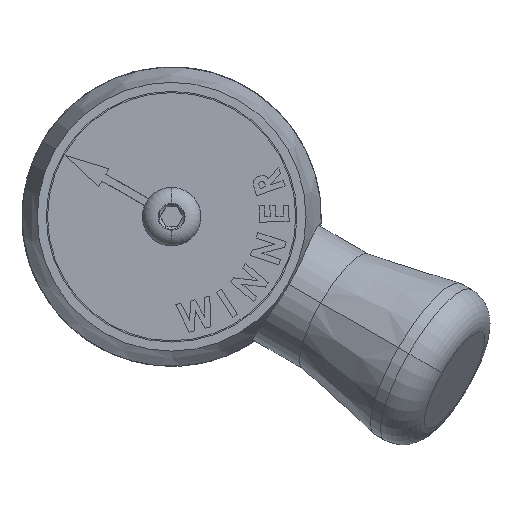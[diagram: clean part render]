
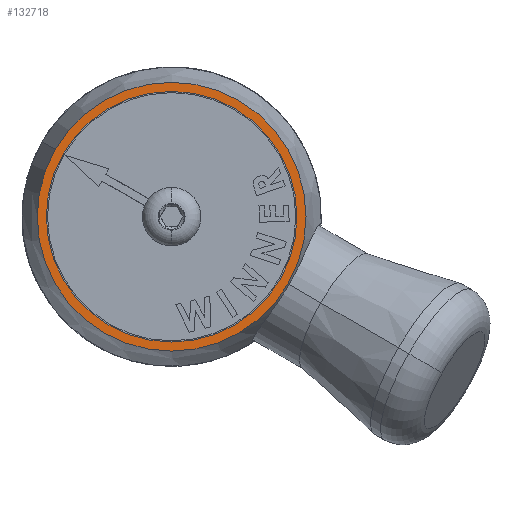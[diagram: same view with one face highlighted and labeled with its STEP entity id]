
A CAD part, left-side view. The second image highlights one B-rep face of the part: STEP entity #132718.
In plain terms, the highlighted planar face has unit normal (-1, 0, 0).
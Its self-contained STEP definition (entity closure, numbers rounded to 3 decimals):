
#1427 = CARTESIAN_POINT ( 'NONE',  ( -45.163, 13.727, 7.925 ) ) ;
#3255 = DIRECTION ( 'NONE',  ( 0., 0.866, 0.5 ) ) ;
#7177 = ORIENTED_EDGE ( 'NONE', *, *, #65377, .T. ) ;
#7321 = EDGE_LOOP ( 'NONE', ( #27894, #34615 ) ) ;
#8601 = DIRECTION ( 'NONE',  ( 0., 0.866, 0.5 ) ) ;
#11940 = FACE_BOUND ( 'NONE', #107917, .T. ) ;
#12437 = DIRECTION ( 'NONE',  ( 0., 0.866, 0.5 ) ) ;
#17601 = DIRECTION ( 'NONE',  ( 1., 0., 0. ) ) ;
#27894 = ORIENTED_EDGE ( 'NONE', *, *, #143773, .F. ) ;
#28624 = DIRECTION ( 'NONE',  ( 0., 0.866, 0.5 ) ) ;
#31411 = AXIS2_PLACEMENT_3D ( 'NONE', #66659, #43627, #8601 ) ;
#34615 = ORIENTED_EDGE ( 'NONE', *, *, #86487, .F. ) ;
#35167 = DIRECTION ( 'NONE',  ( 1., 0., 0. ) ) ;
#43627 = DIRECTION ( 'NONE',  ( 1., 0., 0. ) ) ;
#45694 = CARTESIAN_POINT ( 'NONE',  ( -45.163, -13.727, -7.925 ) ) ;
#53564 = VERTEX_POINT ( 'NONE', #92462 ) ;
#65377 = EDGE_CURVE ( 'NONE', #148528, #101915, #134010, .T. ) ;
#66659 = CARTESIAN_POINT ( 'NONE',  ( -45.163, 0., 0. ) ) ;
#79288 = PLANE ( 'NONE',  #128929 ) ;
#82522 = CARTESIAN_POINT ( 'NONE',  ( -45.163, 0., 0. ) ) ;
#86487 = EDGE_CURVE ( 'NONE', #53564, #120394, #90463, .T. ) ;
#89260 = AXIS2_PLACEMENT_3D ( 'NONE', #143396, #17601, #28624 ) ;
#90463 = CIRCLE ( 'NONE', #145153, 17. ) ;
#92462 = CARTESIAN_POINT ( 'NONE',  ( -45.163, -14.722, -8.5 ) ) ;
#101915 = VERTEX_POINT ( 'NONE', #1427 ) ;
#102986 = ORIENTED_EDGE ( 'NONE', *, *, #124326, .T. ) ;
#105491 = CARTESIAN_POINT ( 'NONE',  ( -45.163, 0., 0. ) ) ;
#107917 = EDGE_LOOP ( 'NONE', ( #102986, #7177 ) ) ;
#113411 = DIRECTION ( 'NONE',  ( 0., 0.866, 0.5 ) ) ;
#116145 = DIRECTION ( 'NONE',  ( 1., 0., 0. ) ) ;
#120116 = AXIS2_PLACEMENT_3D ( 'NONE', #82522, #116145, #12437 ) ;
#120394 = VERTEX_POINT ( 'NONE', #147684 ) ;
#123608 = CARTESIAN_POINT ( 'NONE',  ( -45.163, -13.727, -7.925 ) ) ;
#124326 = EDGE_CURVE ( 'NONE', #101915, #148528, #143257, .T. ) ;
#128929 = AXIS2_PLACEMENT_3D ( 'NONE', #45694, #35167, #113411 ) ;
#131866 = CIRCLE ( 'NONE', #31411, 17. ) ;
#132718 = ADVANCED_FACE ( 'NONE', ( #144659, #11940 ), #79288, .F. ) ;
#134010 = CIRCLE ( 'NONE', #89260, 15.85 ) ;
#141060 = DIRECTION ( 'NONE',  ( 1., 0., 0. ) ) ;
#143257 = CIRCLE ( 'NONE', #120116, 15.85 ) ;
#143396 = CARTESIAN_POINT ( 'NONE',  ( -45.163, 0., 0. ) ) ;
#143773 = EDGE_CURVE ( 'NONE', #120394, #53564, #131866, .T. ) ;
#144659 = FACE_OUTER_BOUND ( 'NONE', #7321, .T. ) ;
#145153 = AXIS2_PLACEMENT_3D ( 'NONE', #105491, #141060, #3255 ) ;
#147684 = CARTESIAN_POINT ( 'NONE',  ( -45.163, 14.722, 8.5 ) ) ;
#148528 = VERTEX_POINT ( 'NONE', #123608 ) ;
